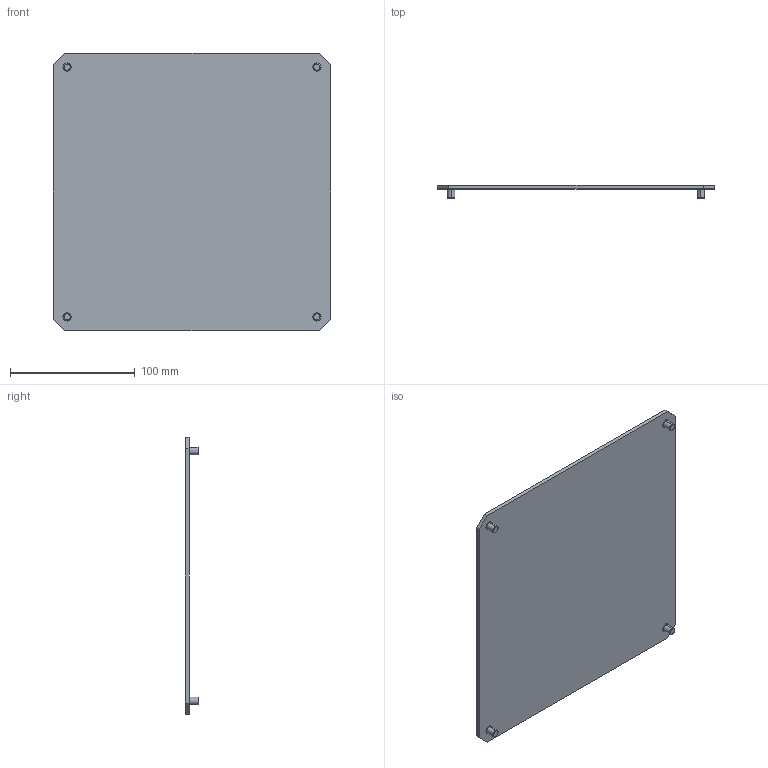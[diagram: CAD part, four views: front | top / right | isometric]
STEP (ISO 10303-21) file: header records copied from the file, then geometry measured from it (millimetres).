
FILE_DESCRIPTION (( 'STEP AP214' ), '1' );
FILE_NAME ('14000012.STEP', '2008-10-02T07:07:55', ( ' ' ), ( '' ), 'SwSTEP 2.0', 'SolidWorks 2008', '' );
FILE_SCHEMA (( 'AUTOMOTIVE_DESIGN' ));
Length unit declared in the file: millimetre
Products named in the file (3): 14000012; 93229_Standard; 89013_Standard
Assembly tree (5 placements, depth 2):
  14000012
    89013_Standard
    93229_Standard  x4
Bounding box: 222 x 10.7 x 222 mm (x, y, z)
Volume: 147855.1 mm3; surface area: 102253.7 mm2
Topology: 5 solids, 5 shells, 110 faces, 264 edges, 168 vertices
Faces by surface type: plane 70, cone 24, cylinder 16
Entity records: 1514 total; most frequent: DIRECTION 256, CARTESIAN_POINT 241, ORIENTED_EDGE 228, EDGE_CURVE 114, AXIS2_PLACEMENT_3D 87, LINE 82, VECTOR 82, VERTEX_POINT 72
